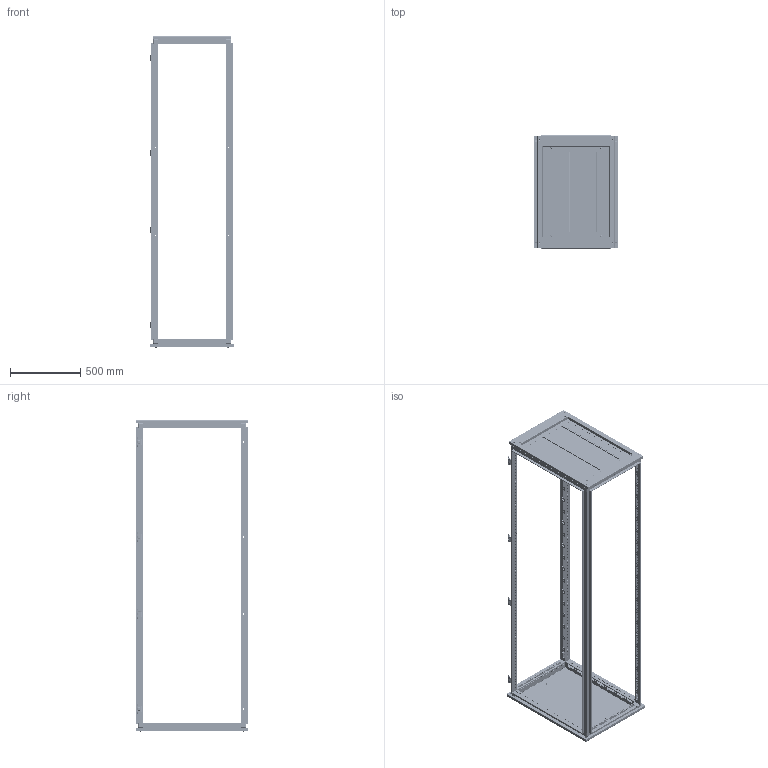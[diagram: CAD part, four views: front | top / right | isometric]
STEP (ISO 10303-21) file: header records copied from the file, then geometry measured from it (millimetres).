
FILE_DESCRIPTION (( 'STEP AP203' ), '1' );
FILE_NAME ('R5KTB86+R5KMDR22.step', '2011-02-16T15:07:02', ( 'User' ), ( 'DKC' ), 'SwSTEP 2.0', 'SolidWorks 2010', '' );
FILE_SCHEMA (( 'CONFIG_CONTROL_DESIGN' ));
Products named in the file (23): land; end-cap; Montante per quadro_2200; cerniera DAE_Default; AC00C254_Default; R5KTB86+R5KMDR22; Assem base_KTB86; Lamiera trasversale per fondo da_800; Lamiera laterale per fondo da_600; Fondo per quadro da_800x95; Fondo per quadro da_800x195; Traversa inferiore tenuta fondo_600; Capscrew with recessed hexahedron M6 x 10_ISO 4762 M6 x 10 --- 10S; Flange nut M6_ISO 7044-M6-S; Acc00c561_Default; Assem roof_KTB86; sealant for base_800x600; Traversa laterale per quadro prof_600; Traversa frontale per quadro largh._800; AC00C469S_Default; AC00C469D_Default; Sviluppo tetto da_800x600; Button head screw with recessed hexahedron M12 x 20 _ISO 7380 - M12 x 20 --- 20S
Assembly tree (64 placements, depth 3):
  R5KTB86+R5KMDR22
    cerniera DAE_Default  x4
    Montante per quadro_2200  x4
    AC00C254_Default  x4
    Assem roof_KTB86
      sealant for base_800x600
      Traversa laterale per quadro prof_600  x2
      Traversa frontale per quadro largh._800  x2
      Button head screw with recessed hexahedron M12 x 20 _ISO 7380 - M12 x 20 --- 20S  x4
      end-cap  x2
      AC00C469S_Default  x2
      land  x2
      AC00C469D_Default  x2
      Sviluppo tetto da_800x600
    Assem base_KTB86
      Traversa laterale per quadro prof_600  x2
      Fondo per quadro da_800x195  x2
      Flange nut M6_ISO 7044-M6-S  x4
      Lamiera trasversale per fondo da_800  x2
      AC00C469D_Default  x2
      Capscrew with recessed hexahedron M6 x 10_ISO 4762 M6 x 10 --- 10S  x4
      Acc00c561_Default  x6
      Fondo per quadro da_800x95
      Lamiera laterale per fondo da_600  x2
      Traversa frontale per quadro largh._800  x2
      AC00C469S_Default  x2
      sealant for base_800x600
      Traversa inferiore tenuta fondo_600  x2
Bounding box: 599 x 800.5 x 2214.1 mm (x, y, z)
Volume: 6180275.2 mm3; surface area: 7630591.8 mm2
Topology: 64 solids, 64 shells, 14080 faces, 38448 edges, 24764 vertices
Faces by surface type: plane 7392, cylinder 4282, cone 1408, bspline 702, torus 200, sphere 96
Entity records: 142019 total; most frequent: CARTESIAN_POINT 37031, ORIENTED_EDGE 21714, DIRECTION 20107, EDGE_CURVE 10857, VERTEX_POINT 6996, LINE 6797, VECTOR 6797, AXIS2_PLACEMENT_3D 6655
